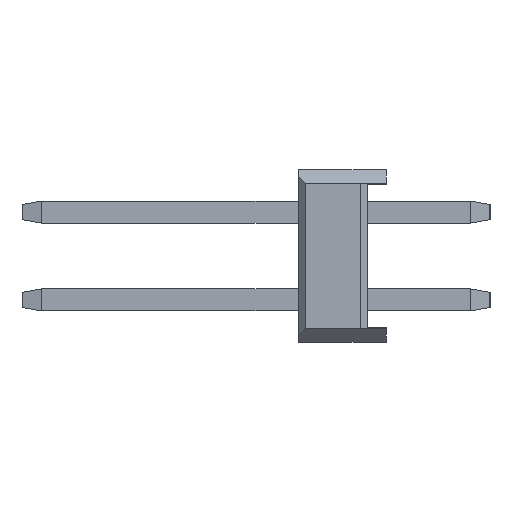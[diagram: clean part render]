
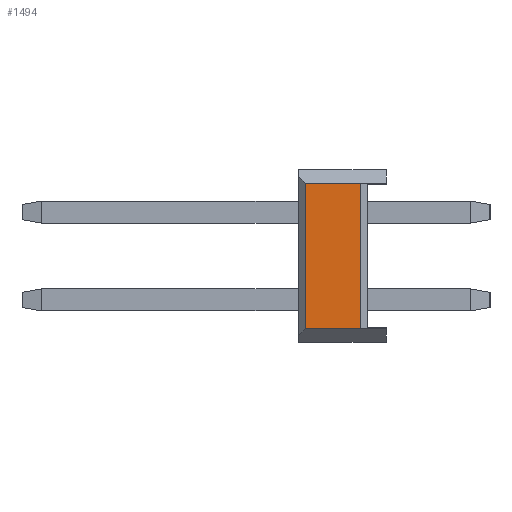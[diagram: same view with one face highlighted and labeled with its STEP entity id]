
A CAD part, left-side view. The second image highlights one B-rep face of the part: STEP entity #1494.
In plain terms, the highlighted planar face has unit normal (-1, 0, 0).
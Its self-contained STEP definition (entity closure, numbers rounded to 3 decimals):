
#231 = CARTESIAN_POINT ( 'NONE',  ( -1.27, 0.74, 2.1 ) ) ;
#1224 = VERTEX_POINT ( 'NONE', #231 ) ;
#1494 = ADVANCED_FACE ( 'NONE', ( #11241 ), #11180, .F. ) ;
#1720 = VECTOR ( 'NONE', #14052, 1000. ) ;
#1812 = AXIS2_PLACEMENT_3D ( 'NONE', #11159, #11137, #11068 ) ;
#1848 = ORIENTED_EDGE ( 'NONE', *, *, #7846, .F. ) ;
#2016 = ORIENTED_EDGE ( 'NONE', *, *, #8401, .T. ) ;
#2032 = ORIENTED_EDGE ( 'NONE', *, *, #8738, .T. ) ;
#2506 = ORIENTED_EDGE ( 'NONE', *, *, #10236, .T. ) ;
#3356 = DIRECTION ( 'NONE',  ( 0., 0., 1. ) ) ;
#3963 = LINE ( 'NONE', #9013, #1720 ) ;
#3998 = CARTESIAN_POINT ( 'NONE',  ( -1.27, 2.34, 2.1 ) ) ;
#4199 = EDGE_LOOP ( 'NONE', ( #1848, #2016, #2032, #2506 ) ) ;
#4355 = DIRECTION ( 'NONE',  ( 0., -1., 0. ) ) ;
#6245 = LINE ( 'NONE', #11285, #8069 ) ;
#6527 = VECTOR ( 'NONE', #3356, 1000. ) ;
#6665 = VERTEX_POINT ( 'NONE', #3998 ) ;
#7573 = CARTESIAN_POINT ( 'NONE',  ( -1.27, 0.74, -2.1 ) ) ;
#7846 = EDGE_CURVE ( 'NONE', #6665, #1224, #10620, .T. ) ;
#8069 = VECTOR ( 'NONE', #16214, 1000. ) ;
#8401 = EDGE_CURVE ( 'NONE', #6665, #12516, #3963, .T. ) ;
#8738 = EDGE_CURVE ( 'NONE', #12516, #16059, #6245, .T. ) ;
#9013 = CARTESIAN_POINT ( 'NONE',  ( -1.27, 2.34, 2.1 ) ) ;
#9608 = LINE ( 'NONE', #14614, #6527 ) ;
#9730 = CARTESIAN_POINT ( 'NONE',  ( -1.27, 2.34, -2.1 ) ) ;
#10236 = EDGE_CURVE ( 'NONE', #16059, #1224, #9608, .T. ) ;
#10584 = VECTOR ( 'NONE', #4355, 1000. ) ;
#10620 = LINE ( 'NONE', #15560, #10584 ) ;
#11068 = DIRECTION ( 'NONE',  ( 0., 0., -1. ) ) ;
#11137 = DIRECTION ( 'NONE',  ( 1., 0., 0. ) ) ;
#11159 = CARTESIAN_POINT ( 'NONE',  ( -1.27, 2.54, 2.1 ) ) ;
#11180 = PLANE ( 'NONE',  #1812 ) ;
#11241 = FACE_OUTER_BOUND ( 'NONE', #4199, .T. ) ;
#11285 = CARTESIAN_POINT ( 'NONE',  ( -1.27, 2.54, -2.1 ) ) ;
#12516 = VERTEX_POINT ( 'NONE', #9730 ) ;
#14052 = DIRECTION ( 'NONE',  ( 0., 0., -1. ) ) ;
#14614 = CARTESIAN_POINT ( 'NONE',  ( -1.27, 0.74, -2.1 ) ) ;
#15560 = CARTESIAN_POINT ( 'NONE',  ( -1.27, 2.54, 2.1 ) ) ;
#16059 = VERTEX_POINT ( 'NONE', #7573 ) ;
#16214 = DIRECTION ( 'NONE',  ( 0., -1., 0. ) ) ;
